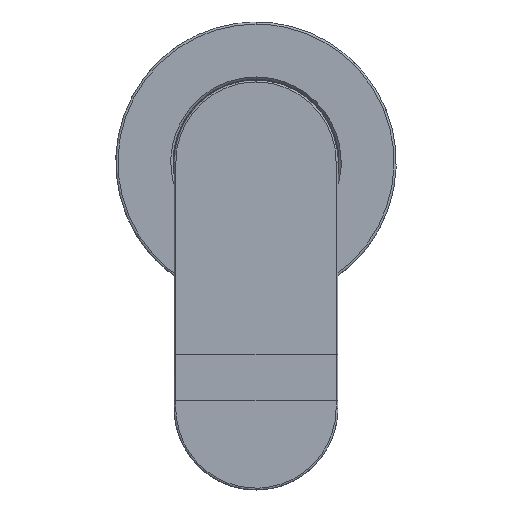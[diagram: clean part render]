
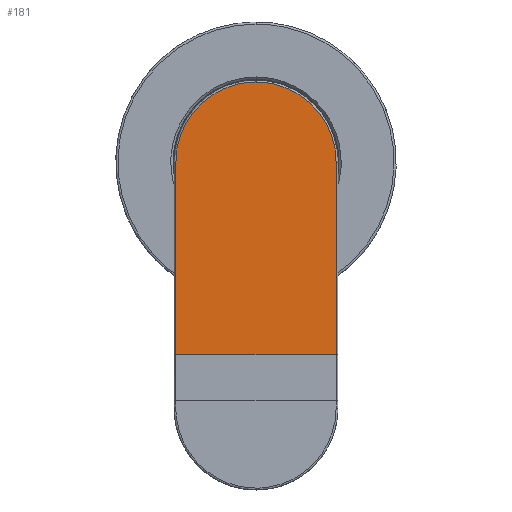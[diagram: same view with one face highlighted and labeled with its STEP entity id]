
A CAD part, front view. The second image highlights one B-rep face of the part: STEP entity #181.
In plain terms, the highlighted face is planar.
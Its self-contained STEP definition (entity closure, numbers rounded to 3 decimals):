
#181=ADVANCED_FACE('',(#824),#10056,.T.);
#824=FACE_OUTER_BOUND('',#1470,.T.);
#1470=EDGE_LOOP('',(#2452,#2453,#2454,#2455,#2456));
#2452=ORIENTED_EDGE('',*,*,#5690,.T.);
#2453=ORIENTED_EDGE('',*,*,#5694,.T.);
#2454=ORIENTED_EDGE('',*,*,#5693,.T.);
#2455=ORIENTED_EDGE('',*,*,#5692,.F.);
#2456=ORIENTED_EDGE('',*,*,#5691,.F.);
#5690=EDGE_CURVE('',#9045,#9040,#7546,.T.);
#5691=EDGE_CURVE('',#9045,#9046,#7547,.T.);
#5692=EDGE_CURVE('',#9046,#9047,#7276,.T.);
#5693=EDGE_CURVE('',#9049,#9047,#7277,.T.);
#5694=EDGE_CURVE('',#9040,#9049,#7548,.T.);
#7276=(
BOUNDED_CURVE()
B_SPLINE_CURVE(2,(#16720,#16721,#16722,#16723,#16724),.UNSPECIFIED.,.F.,
 .F.)
B_SPLINE_CURVE_WITH_KNOTS((3,2,3),(0.,14.591,29.182),
 .UNSPECIFIED.)
CURVE()
GEOMETRIC_REPRESENTATION_ITEM()
RATIONAL_B_SPLINE_CURVE((1.,0.924,1.,0.924,1.))
REPRESENTATION_ITEM('')
);
#7277=(
BOUNDED_CURVE()
B_SPLINE_CURVE(2,(#16725,#16726,#16727,#16728,#16729),.UNSPECIFIED.,.F.,
 .F.)
B_SPLINE_CURVE_WITH_KNOTS((3,2,3),(-29.182,-14.591,
0.),.UNSPECIFIED.)
CURVE()
GEOMETRIC_REPRESENTATION_ITEM()
RATIONAL_B_SPLINE_CURVE((1.,0.924,1.,0.924,1.))
REPRESENTATION_ITEM('')
);
#7546=B_SPLINE_CURVE_WITH_KNOTS('',1,(#16716,#16717),.UNSPECIFIED.,.F.,
 .F.,(2,2),(-37.156,0.),.UNSPECIFIED.);
#7547=B_SPLINE_CURVE_WITH_KNOTS('',1,(#16718,#16719),.UNSPECIFIED.,.F.,
 .F.,(2,2),(0.,44.595),.UNSPECIFIED.);
#7548=B_SPLINE_CURVE_WITH_KNOTS('',1,(#16730,#16731),.UNSPECIFIED.,.F.,
 .F.,(2,2),(-44.595,0.),.UNSPECIFIED.);
#9040=VERTEX_POINT('',#15637);
#9045=VERTEX_POINT('',#15642);
#9046=VERTEX_POINT('',#15643);
#9047=VERTEX_POINT('',#15644);
#9049=VERTEX_POINT('',#15646);
#10056=PLANE('',#10727);
#10727=AXIS2_PLACEMENT_3D('',#14372,#11284,$);
#11284=DIRECTION('',(0.,1.,0.));
#14372=CARTESIAN_POINT('',(22.426,-64.9,25.027));
#15637=CARTESIAN_POINT('',(-18.578,-64.9,-44.595));
#15642=CARTESIAN_POINT('',(18.578,-64.9,-44.595));
#15643=CARTESIAN_POINT('',(18.578,-64.9,0.));
#15644=CARTESIAN_POINT('',(0.,-64.9,18.578));
#15646=CARTESIAN_POINT('',(-18.578,-64.9,0.));
#16716=CARTESIAN_POINT('',(18.578,-64.9,-44.595));
#16717=CARTESIAN_POINT('',(-18.578,-64.9,-44.595));
#16718=CARTESIAN_POINT('',(18.578,-64.9,-44.595));
#16719=CARTESIAN_POINT('',(18.578,-64.9,0.));
#16720=CARTESIAN_POINT('',(18.578,-64.9,0.));
#16721=CARTESIAN_POINT('',(18.578,-64.9,7.695));
#16722=CARTESIAN_POINT('',(13.137,-64.9,13.137));
#16723=CARTESIAN_POINT('',(7.695,-64.9,18.578));
#16724=CARTESIAN_POINT('',(0.,-64.9,18.578));
#16725=CARTESIAN_POINT('',(-18.578,-64.9,0.));
#16726=CARTESIAN_POINT('',(-18.578,-64.9,7.695));
#16727=CARTESIAN_POINT('',(-13.136,-64.9,13.137));
#16728=CARTESIAN_POINT('',(-7.695,-64.9,18.578));
#16729=CARTESIAN_POINT('',(0.,-64.9,18.578));
#16730=CARTESIAN_POINT('',(-18.578,-64.9,-44.595));
#16731=CARTESIAN_POINT('',(-18.578,-64.9,0.));
